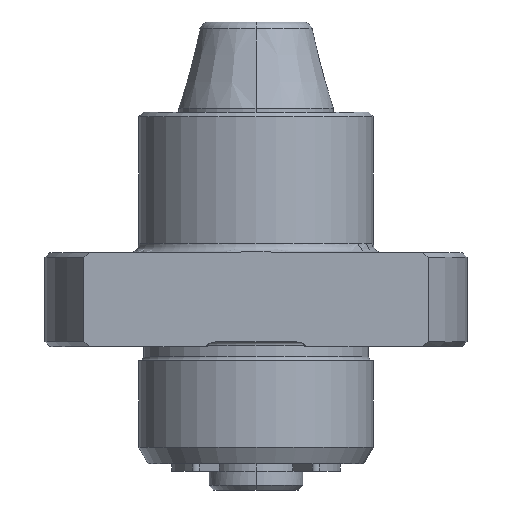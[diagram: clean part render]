
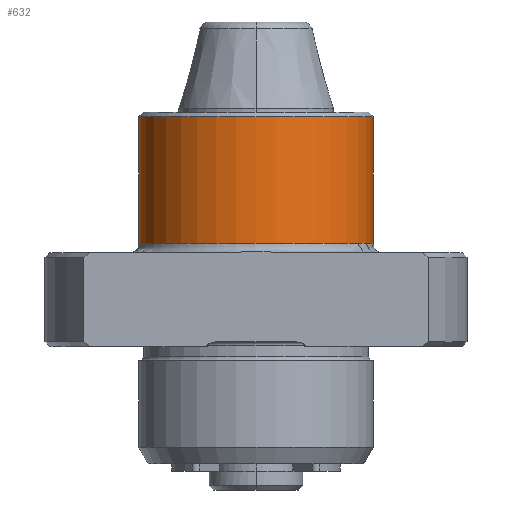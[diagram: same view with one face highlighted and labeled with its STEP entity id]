
A CAD part, front view. The second image highlights one B-rep face of the part: STEP entity #632.
In plain terms, the highlighted cylindrical face has radius 12.5 mm (diameter 25 mm), a partial arc.
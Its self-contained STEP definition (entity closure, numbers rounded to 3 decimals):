
#122 = CIRCLE ( 'NONE', #2551, 12.5 ) ;
#219 = CARTESIAN_POINT ( 'NONE',  ( 12.5, 0., 24.5 ) ) ;
#258 = ORIENTED_EDGE ( 'NONE', *, *, #331, .T. ) ;
#265 = DIRECTION ( 'NONE',  ( 0., 0., -1. ) ) ;
#331 = EDGE_CURVE ( 'NONE', #1409, #2508, #3299, .T. ) ;
#417 = DIRECTION ( 'NONE',  ( 0., 0., -1. ) ) ;
#575 = CARTESIAN_POINT ( 'NONE',  ( 0., 0., 24.5 ) ) ;
#632 = ADVANCED_FACE ( 'NONE', ( #3174 ), #708, .T. ) ;
#708 = CYLINDRICAL_SURFACE ( 'NONE', #2161, 12.5 ) ;
#732 = DIRECTION ( 'NONE',  ( 0., 0., -1. ) ) ;
#820 = VECTOR ( 'NONE', #3092, 1000. ) ;
#844 = EDGE_CURVE ( 'NONE', #2508, #3530, #3684, .T. ) ;
#966 = CARTESIAN_POINT ( 'NONE',  ( -12.5, 0., -20.247 ) ) ;
#1060 = DIRECTION ( 'NONE',  ( -1., 0., 0. ) ) ;
#1317 = DIRECTION ( 'NONE',  ( -1., 0., 0. ) ) ;
#1409 = VERTEX_POINT ( 'NONE', #219 ) ;
#1589 = AXIS2_PLACEMENT_3D ( 'NONE', #575, #265, #3567 ) ;
#1829 = CARTESIAN_POINT ( 'NONE',  ( -12.5, 0., 11. ) ) ;
#2161 = AXIS2_PLACEMENT_3D ( 'NONE', #3217, #3474, #1060 ) ;
#2183 = VERTEX_POINT ( 'NONE', #3128 ) ;
#2197 = EDGE_LOOP ( 'NONE', ( #2422, #258, #3443, #3757 ) ) ;
#2422 = ORIENTED_EDGE ( 'NONE', *, *, #3373, .F. ) ;
#2508 = VERTEX_POINT ( 'NONE', #3331 ) ;
#2539 = CARTESIAN_POINT ( 'NONE',  ( 12.5, 0., -20.247 ) ) ;
#2551 = AXIS2_PLACEMENT_3D ( 'NONE', #2784, #417, #1317 ) ;
#2594 = LINE ( 'NONE', #2539, #3259 ) ;
#2772 = EDGE_CURVE ( 'NONE', #2183, #3530, #122, .T. ) ;
#2784 = CARTESIAN_POINT ( 'NONE',  ( 0., 0., 11. ) ) ;
#3092 = DIRECTION ( 'NONE',  ( 0., 0., -1. ) ) ;
#3128 = CARTESIAN_POINT ( 'NONE',  ( 12.5, 0., 11. ) ) ;
#3174 = FACE_OUTER_BOUND ( 'NONE', #2197, .T. ) ;
#3217 = CARTESIAN_POINT ( 'NONE',  ( 0., 0., -20.247 ) ) ;
#3259 = VECTOR ( 'NONE', #732, 1000. ) ;
#3299 = CIRCLE ( 'NONE', #1589, 12.5 ) ;
#3331 = CARTESIAN_POINT ( 'NONE',  ( -12.5, 0., 24.5 ) ) ;
#3373 = EDGE_CURVE ( 'NONE', #1409, #2183, #2594, .T. ) ;
#3443 = ORIENTED_EDGE ( 'NONE', *, *, #844, .T. ) ;
#3474 = DIRECTION ( 'NONE',  ( 0., 0., -1. ) ) ;
#3530 = VERTEX_POINT ( 'NONE', #1829 ) ;
#3567 = DIRECTION ( 'NONE',  ( -1., 0., 0. ) ) ;
#3684 = LINE ( 'NONE', #966, #820 ) ;
#3757 = ORIENTED_EDGE ( 'NONE', *, *, #2772, .F. ) ;
